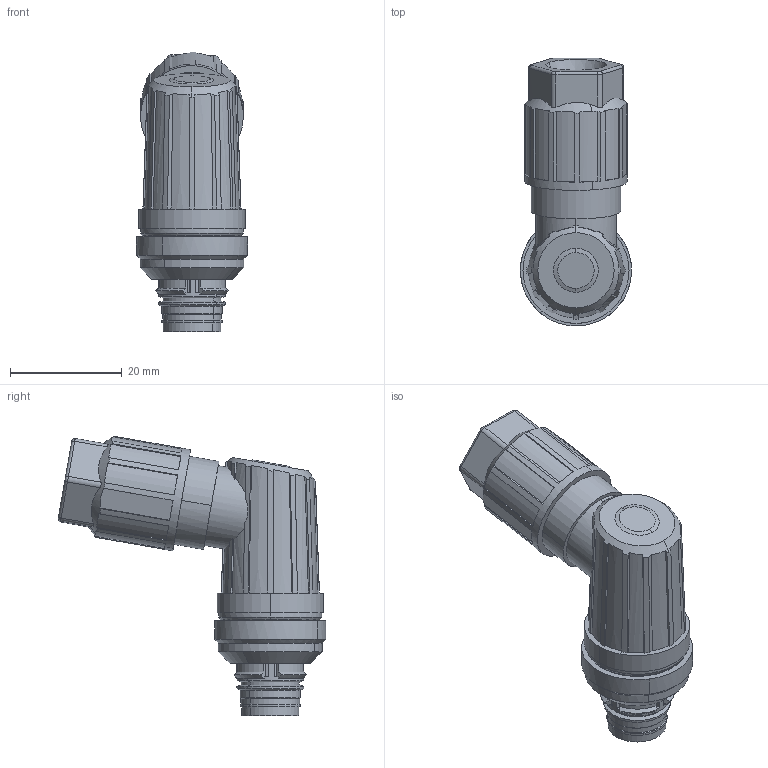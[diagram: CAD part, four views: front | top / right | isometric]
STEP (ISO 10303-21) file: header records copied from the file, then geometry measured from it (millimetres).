
FILE_DESCRIPTION(('CATIA V5 STEP Exchange','CAx-IF Rec.Pracs.--- Model Styling and Organization---1.5--- 2016-08-15','CAx-IF Rec.Pracs.---Supplemental Geometry---1.0---2011-11-01','CAx-IF Rec.Pracs.--- Composite Materials ---1.1---2010-07-15'),'2;1');
FILE_NAME ('2176747-2_0', '2025-06-16T12:29:04+00:00', ('none'), ('Weidmueller'), 'CATIA Version 5-6 Release 2022 SP4 HF5', 'CATIA V5 STEP AP214 v3', 'none');
FILE_SCHEMA(('AUTOMOTIVE_DESIGN { 1 0 10303 214 1 1 1 1 }'));
Length unit declared in the file: millimetre
Products named in the file (1): 3153340000
Bounding box: 19.89 x 47.94 x 50.09 mm (x, y, z)
Volume: 11151.4 mm3; surface area: 9137.3 mm2
Topology: 1 solids, 1 shells, 759 faces, 2267 edges, 1528 vertices
Faces by surface type: plane 374, cylinder 152, cone 115, extrusion 112, torus 6
Entity records: 27669 total; most frequent: CARTESIAN_POINT 8772, ORIENTED_EDGE 4534, DIRECTION 2450, EDGE_CURVE 2267, VERTEX_POINT 1528, VECTOR 1208, LINE 1096, AXIS2_PLACEMENT_3D 844
